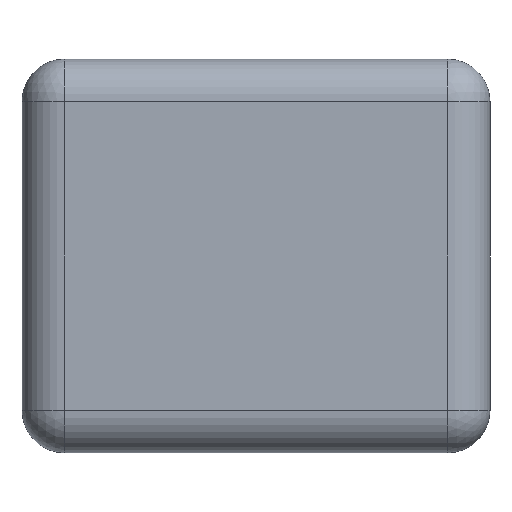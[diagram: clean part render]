
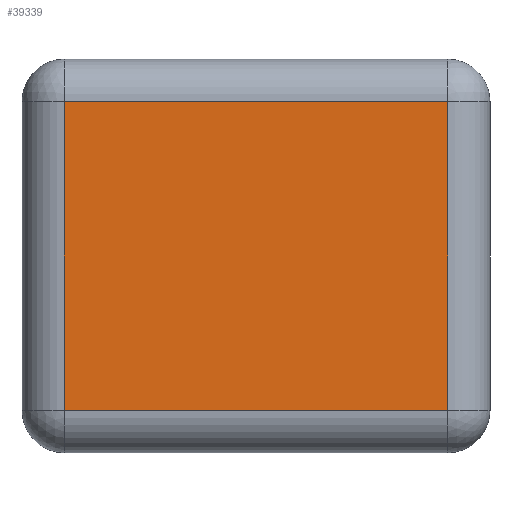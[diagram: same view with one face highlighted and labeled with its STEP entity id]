
A CAD part, front view. The second image highlights one B-rep face of the part: STEP entity #39339.
In plain terms, the highlighted planar face has unit normal (0, -1, 0).
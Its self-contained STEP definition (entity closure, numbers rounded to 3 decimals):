
#5232 = CARTESIAN_POINT ( 'NONE',  ( 180.345, -93.317, -143.69 ) ) ;
#5439 = EDGE_CURVE ( 'NONE', #23655, #66552, #90853, .T. ) ;
#7376 = LINE ( 'NONE', #27260, #48356 ) ;
#8126 = VECTOR ( 'NONE', #13660, 1000. ) ;
#13660 = DIRECTION ( 'NONE',  ( -1., 0., 0. ) ) ;
#18588 = EDGE_CURVE ( 'NONE', #53990, #47475, #7376, .T. ) ;
#18812 = VECTOR ( 'NONE', #59048, 1000. ) ;
#21065 = ORIENTED_EDGE ( 'NONE', *, *, #72800, .T. ) ;
#22284 = PLANE ( 'NONE',  #86277 ) ;
#23176 = FACE_OUTER_BOUND ( 'NONE', #33582, .T. ) ;
#23655 = VERTEX_POINT ( 'NONE', #63990 ) ;
#23703 = LINE ( 'NONE', #74117, #74945 ) ;
#27260 = CARTESIAN_POINT ( 'NONE',  ( 0., -93.317, -143.69 ) ) ;
#29011 = CARTESIAN_POINT ( 'NONE',  ( -180.345, -93.317, 0. ) ) ;
#31195 = ORIENTED_EDGE ( 'NONE', *, *, #18588, .T. ) ;
#33582 = EDGE_LOOP ( 'NONE', ( #55716, #31195, #21065, #41416 ) ) ;
#33997 = CARTESIAN_POINT ( 'NONE',  ( 0., -93.317, 147.19 ) ) ;
#35689 = CARTESIAN_POINT ( 'NONE',  ( 0., -93.317, 0. ) ) ;
#39339 = ADVANCED_FACE ( 'NONE', ( #23176 ), #22284, .T. ) ;
#41416 = ORIENTED_EDGE ( 'NONE', *, *, #5439, .T. ) ;
#44249 = LINE ( 'NONE', #29011, #18812 ) ;
#47475 = VERTEX_POINT ( 'NONE', #5232 ) ;
#48356 = VECTOR ( 'NONE', #78133, 1000. ) ;
#50928 = DIRECTION ( 'NONE',  ( 0., -1., 0. ) ) ;
#53990 = VERTEX_POINT ( 'NONE', #69001 ) ;
#54215 = DIRECTION ( 'NONE',  ( 0., 0., 1. ) ) ;
#55716 = ORIENTED_EDGE ( 'NONE', *, *, #77146, .T. ) ;
#59048 = DIRECTION ( 'NONE',  ( 0., 0., -1. ) ) ;
#63990 = CARTESIAN_POINT ( 'NONE',  ( 180.345, -93.317, 147.19 ) ) ;
#66552 = VERTEX_POINT ( 'NONE', #73835 ) ;
#69001 = CARTESIAN_POINT ( 'NONE',  ( -180.345, -93.317, -143.69 ) ) ;
#72800 = EDGE_CURVE ( 'NONE', #47475, #23655, #23703, .T. ) ;
#73835 = CARTESIAN_POINT ( 'NONE',  ( -180.345, -93.317, 147.19 ) ) ;
#74117 = CARTESIAN_POINT ( 'NONE',  ( 180.345, -93.317, 0. ) ) ;
#74945 = VECTOR ( 'NONE', #54215, 1000. ) ;
#77146 = EDGE_CURVE ( 'NONE', #66552, #53990, #44249, .T. ) ;
#78133 = DIRECTION ( 'NONE',  ( 1., 0., 0. ) ) ;
#78262 = DIRECTION ( 'NONE',  ( 0., 0., -1. ) ) ;
#86277 = AXIS2_PLACEMENT_3D ( 'NONE', #35689, #50928, #78262 ) ;
#90853 = LINE ( 'NONE', #33997, #8126 ) ;
